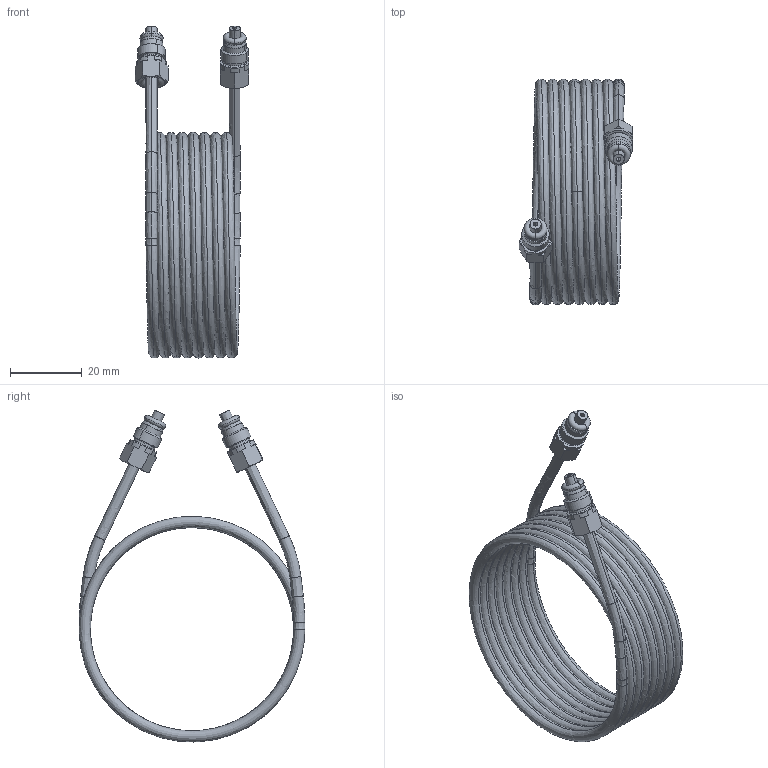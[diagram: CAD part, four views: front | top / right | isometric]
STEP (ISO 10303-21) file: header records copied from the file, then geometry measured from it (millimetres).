
FILE_DESCRIPTION((''),'2;1');
FILE_NAME('89010350_ASM','2015-04-28T',('u317927'),('Danfoss'),'PRO/ENGINEER BY PARAMETRIC TECHNOLOGY CORPORATION, 2014000','PRO/ENGINEER BY PARAMETRIC TECHNOLOGY CORPORATION, 2014000','');
FILE_SCHEMA(('CONFIG_CONTROL_DESIGN'));
Length unit declared in the file: millimetre
Products named in the file (5): 89010390; 189010310_MONT; 189010300; 54511434; 89010350_ASM
Assembly tree (7 placements, depth 2):
  89010350_ASM
    89010390
    189010310_MONT  x2
    189010300  x2
    54511434  x2
Bounding box: 31.87 x 63.1 x 92.86 mm (x, y, z)
Volume: 10842.7 mm3; surface area: 22207.2 mm2
Topology: 7 solids, 7 shells, 172 faces, 389 edges, 225 vertices
Faces by surface type: cone 40, plane 32, cylinder 32, extrusion 24, torus 20, revolution 16, bspline 8
Entity records: 10079 total; most frequent: CARTESIAN_POINT 7592, ORIENTED_EDGE 502, DIRECTION 438, EDGE_CURVE 251, AXIS2_PLACEMENT_3D 157, VERTEX_POINT 145, B_SPLINE_CURVE_WITH_KNOTS 125, EDGE_LOOP 116
